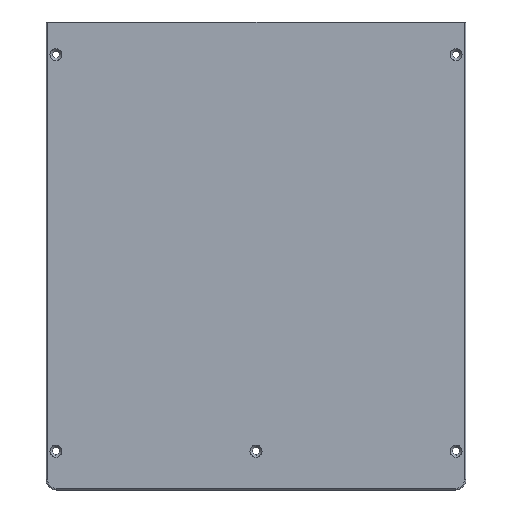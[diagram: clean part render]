
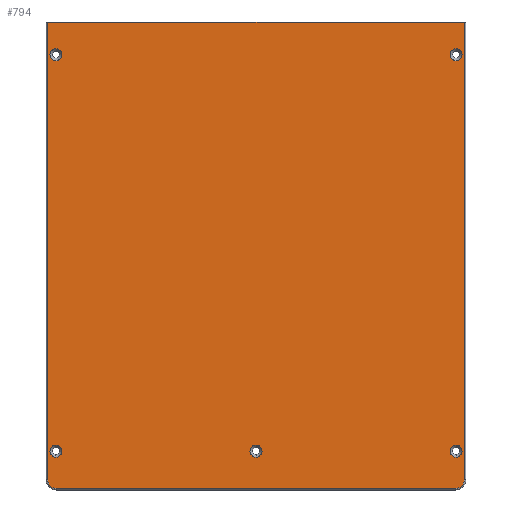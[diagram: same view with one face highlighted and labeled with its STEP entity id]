
A CAD part, front view. The second image highlights one B-rep face of the part: STEP entity #794.
In plain terms, the highlighted planar face has unit normal (0, -1, 0).
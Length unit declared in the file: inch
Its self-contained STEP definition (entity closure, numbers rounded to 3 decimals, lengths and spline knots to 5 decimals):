
#9 = EDGE_LOOP ( 'NONE', ( #248, #250 ) ) ;
#10 = DIRECTION ( 'NONE',  ( 0., -1., 0. ) ) ;
#11 = CARTESIAN_POINT ( 'NONE',  ( -7.725, -3.075, -8.68806 ) ) ;
#18 = DIRECTION ( 'NONE',  ( 0., 0., -1. ) ) ;
#32 = DIRECTION ( 'NONE',  ( 0., 0., -1. ) ) ;
#60 = CARTESIAN_POINT ( 'NONE',  ( -2.75, -3.075, -18.54613 ) ) ;
#69 = DIRECTION ( 'NONE',  ( 0., -1., 0. ) ) ;
#72 = CARTESIAN_POINT ( 'NONE',  ( 2.22, -3.075, -19.47453 ) ) ;
#81 = DIRECTION ( 'NONE',  ( 0., 0., -1. ) ) ;
#84 = VERTEX_POINT ( 'NONE', #260 ) ;
#132 = DIRECTION ( 'NONE',  ( 0., 0., -1. ) ) ;
#150 = CARTESIAN_POINT ( 'NONE',  ( 2.22, -3.075, -19.47453 ) ) ;
#153 = CARTESIAN_POINT ( 'NONE',  ( 2.225, -3.075, -8.83806 ) ) ;
#173 = CARTESIAN_POINT ( 'NONE',  ( -31.2042, -3.075, 2.062 ) ) ;
#176 = CARTESIAN_POINT ( 'NONE',  ( 2.225, -3.075, -18.39613 ) ) ;
#181 = CARTESIAN_POINT ( 'NONE',  ( 2.225, -3.075, -18.54613 ) ) ;
#185 = CARTESIAN_POINT ( 'NONE',  ( 2.225, -3.075, -8.53806 ) ) ;
#200 = CARTESIAN_POINT ( 'NONE',  ( 2.43, -3.075, -7.875 ) ) ;
#212 = EDGE_LOOP ( 'NONE', ( #259, #346 ) ) ;
#214 = CARTESIAN_POINT ( 'NONE',  ( -31.2042, -3.075, -7.875 ) ) ;
#231 = CARTESIAN_POINT ( 'NONE',  ( 2.225, -3.075, -18.69613 ) ) ;
#240 = ORIENTED_EDGE ( 'NONE', *, *, #1767, .T. ) ;
#244 = ORIENTED_EDGE ( 'NONE', *, *, #1838, .F. ) ;
#247 = ORIENTED_EDGE ( 'NONE', *, *, #1834, .F. ) ;
#248 = ORIENTED_EDGE ( 'NONE', *, *, #1839, .F. ) ;
#250 = ORIENTED_EDGE ( 'NONE', *, *, #1705, .F. ) ;
#255 = DIRECTION ( 'NONE',  ( 0., -1., 0. ) ) ;
#256 = VERTEX_POINT ( 'NONE', #176 ) ;
#259 = ORIENTED_EDGE ( 'NONE', *, *, #1841, .F. ) ;
#260 = CARTESIAN_POINT ( 'NONE',  ( -7.725, -3.075, -18.39613 ) ) ;
#263 = ORIENTED_EDGE ( 'NONE', *, *, #1876, .T. ) ;
#266 = ORIENTED_EDGE ( 'NONE', *, *, #1883, .T. ) ;
#267 = ORIENTED_EDGE ( 'NONE', *, *, #1868, .T. ) ;
#270 = ORIENTED_EDGE ( 'NONE', *, *, #1878, .T. ) ;
#272 = ORIENTED_EDGE ( 'NONE', *, *, #1874, .T. ) ;
#273 = VERTEX_POINT ( 'NONE', #185 ) ;
#285 = ORIENTED_EDGE ( 'NONE', *, *, #1818, .F. ) ;
#290 = ORIENTED_EDGE ( 'NONE', *, *, #1830, .F. ) ;
#294 = CARTESIAN_POINT ( 'NONE',  ( 2.225, -3.075, -18.54613 ) ) ;
#308 = EDGE_LOOP ( 'NONE', ( #290, #244 ) ) ;
#321 = DIRECTION ( 'NONE',  ( 0., -1., 0. ) ) ;
#322 = DIRECTION ( 'NONE',  ( 0., 0., -1. ) ) ;
#346 = ORIENTED_EDGE ( 'NONE', *, *, #1772, .F. ) ;
#361 = EDGE_LOOP ( 'NONE', ( #267, #240, #272, #263, #270, #266 ) ) ;
#389 = EDGE_LOOP ( 'NONE', ( #247, #285 ) ) ;
#419 = VERTEX_POINT ( 'NONE', #752 ) ;
#439 = VERTEX_POINT ( 'NONE', #738 ) ;
#464 = VERTEX_POINT ( 'NONE', #749 ) ;
#487 = CARTESIAN_POINT ( 'NONE',  ( -7.72, -3.075, -19.47453 ) ) ;
#538 = VERTEX_POINT ( 'NONE', #663 ) ;
#543 = DIRECTION ( 'NONE',  ( 0., 0., -1. ) ) ;
#551 = CARTESIAN_POINT ( 'NONE',  ( -2.75, -3.075, -18.39613 ) ) ;
#556 = VERTEX_POINT ( 'NONE', #200 ) ;
#576 = DIRECTION ( 'NONE',  ( 0., 0., -1. ) ) ;
#647 = VERTEX_POINT ( 'NONE', #231 ) ;
#663 = CARTESIAN_POINT ( 'NONE',  ( 2.43, -3.075, -19.26453 ) ) ;
#698 = VERTEX_POINT ( 'NONE', #700 ) ;
#700 = CARTESIAN_POINT ( 'NONE',  ( -7.93, -3.075, -19.26453 ) ) ;
#701 = CIRCLE ( 'NONE', #1106, 0.15 ) ;
#704 = CIRCLE ( 'NONE', #1100, 0.15 ) ;
#728 = VERTEX_POINT ( 'NONE', #150 ) ;
#730 = VERTEX_POINT ( 'NONE', #153 ) ;
#731 = VERTEX_POINT ( 'NONE', #1342 ) ;
#738 = CARTESIAN_POINT ( 'NONE',  ( -2.75, -3.075, -18.69613 ) ) ;
#749 = CARTESIAN_POINT ( 'NONE',  ( -7.725, -3.075, -8.83806 ) ) ;
#752 = CARTESIAN_POINT ( 'NONE',  ( -7.93, -3.075, -7.875 ) ) ;
#794 = ADVANCED_FACE ( 'NONE', ( #1335, #837, #1351, #1349, #1347, #832 ), #1346, .T. ) ;
#806 = DIRECTION ( 'NONE',  ( 0., -1., 0. ) ) ;
#814 = DIRECTION ( 'NONE',  ( 1., 0., 0. ) ) ;
#832 = FACE_OUTER_BOUND ( 'NONE', #361, .T. ) ;
#837 = FACE_BOUND ( 'NONE', #389, .T. ) ;
#868 = ORIENTED_EDGE ( 'NONE', *, *, #1736, .F. ) ;
#873 = ORIENTED_EDGE ( 'NONE', *, *, #1835, .F. ) ;
#883 = VERTEX_POINT ( 'NONE', #1073 ) ;
#889 = VERTEX_POINT ( 'NONE', #487 ) ;
#900 = LINE ( 'NONE', #214, #1512 ) ;
#924 = DIRECTION ( 'NONE',  ( -1., 0., 0. ) ) ;
#958 = DIRECTION ( 'NONE',  ( 0., 0., 1. ) ) ;
#1073 = CARTESIAN_POINT ( 'NONE',  ( -7.725, -3.075, -18.69613 ) ) ;
#1074 = AXIS2_PLACEMENT_3D ( 'NONE', #1444, #1560, #1336 ) ;
#1076 = AXIS2_PLACEMENT_3D ( 'NONE', #1585, #1576, #81 ) ;
#1089 = AXIS2_PLACEMENT_3D ( 'NONE', #2024, #2026, #2029 ) ;
#1090 = AXIS2_PLACEMENT_3D ( 'NONE', #181, #2042, #2045 ) ;
#1091 = AXIS2_PLACEMENT_3D ( 'NONE', #60, #69, #32 ) ;
#1095 = AXIS2_PLACEMENT_3D ( 'NONE', #2075, #2074, #2080 ) ;
#1097 = AXIS2_PLACEMENT_3D ( 'NONE', #11, #10, #18 ) ;
#1100 = AXIS2_PLACEMENT_3D ( 'NONE', #1766, #1462, #1564 ) ;
#1106 = AXIS2_PLACEMENT_3D ( 'NONE', #1983, #1988, #1996 ) ;
#1136 = AXIS2_PLACEMENT_3D ( 'NONE', #1419, #1420, #1402 ) ;
#1158 = AXIS2_PLACEMENT_3D ( 'NONE', #1506, #806, #576 ) ;
#1163 = VERTEX_POINT ( 'NONE', #551 ) ;
#1172 = AXIS2_PLACEMENT_3D ( 'NONE', #294, #321, #322 ) ;
#1229 = EDGE_LOOP ( 'NONE', ( #873, #868 ) ) ;
#1319 = AXIS2_PLACEMENT_3D ( 'NONE', #173, #255, #132 ) ;
#1335 = FACE_BOUND ( 'NONE', #308, .T. ) ;
#1336 = DIRECTION ( 'NONE',  ( 0., 0., -1. ) ) ;
#1342 = CARTESIAN_POINT ( 'NONE',  ( -7.725, -3.075, -8.53806 ) ) ;
#1346 = PLANE ( 'NONE',  #1319 ) ;
#1347 = FACE_BOUND ( 'NONE', #212, .T. ) ;
#1349 = FACE_BOUND ( 'NONE', #9, .T. ) ;
#1351 = FACE_BOUND ( 'NONE', #1229, .T. ) ;
#1402 = DIRECTION ( 'NONE',  ( 0., 0., -1. ) ) ;
#1419 = CARTESIAN_POINT ( 'NONE',  ( 2.225, -3.075, -8.68806 ) ) ;
#1420 = DIRECTION ( 'NONE',  ( 0., -1., 0. ) ) ;
#1444 = CARTESIAN_POINT ( 'NONE',  ( 2.22, -3.075, -19.26453 ) ) ;
#1445 = CIRCLE ( 'NONE', #1172, 0.15 ) ;
#1462 = DIRECTION ( 'NONE',  ( 0., -1., 0. ) ) ;
#1479 = CIRCLE ( 'NONE', #1158, 0.15 ) ;
#1506 = CARTESIAN_POINT ( 'NONE',  ( -7.725, -3.075, -18.54613 ) ) ;
#1512 = VECTOR ( 'NONE', #924, 39.37008 ) ;
#1513 = CIRCLE ( 'NONE', #1136, 0.15 ) ;
#1535 = CIRCLE ( 'NONE', #1097, 0.15 ) ;
#1537 = CIRCLE ( 'NONE', #1095, 0.15 ) ;
#1538 = CIRCLE ( 'NONE', #1091, 0.15 ) ;
#1540 = CIRCLE ( 'NONE', #1090, 0.15 ) ;
#1543 = CIRCLE ( 'NONE', #1089, 0.15 ) ;
#1560 = DIRECTION ( 'NONE',  ( 0., -1., 0. ) ) ;
#1564 = DIRECTION ( 'NONE',  ( 0., 0., -1. ) ) ;
#1576 = DIRECTION ( 'NONE',  ( 0., -1., 0. ) ) ;
#1585 = CARTESIAN_POINT ( 'NONE',  ( -7.72, -3.075, -19.26453 ) ) ;
#1617 = VECTOR ( 'NONE', #814, 39.37008 ) ;
#1618 = VECTOR ( 'NONE', #543, 39.37008 ) ;
#1619 = LINE ( 'NONE', #1762, #1618 ) ;
#1667 = VECTOR ( 'NONE', #958, 39.37008 ) ;
#1705 = EDGE_CURVE ( 'NONE', #256, #647, #1445, .T. ) ;
#1732 = CIRCLE ( 'NONE', #1076, 0.21 ) ;
#1736 = EDGE_CURVE ( 'NONE', #84, #883, #1479, .T. ) ;
#1751 = CARTESIAN_POINT ( 'NONE',  ( 2.43, -3.075, 2.062 ) ) ;
#1762 = CARTESIAN_POINT ( 'NONE',  ( -7.93, -3.075, -19.26453 ) ) ;
#1766 = CARTESIAN_POINT ( 'NONE',  ( -2.75, -3.075, -18.54613 ) ) ;
#1767 = EDGE_CURVE ( 'NONE', #556, #419, #900, .T. ) ;
#1770 = CIRCLE ( 'NONE', #1074, 0.21 ) ;
#1772 = EDGE_CURVE ( 'NONE', #273, #730, #1513, .T. ) ;
#1818 = EDGE_CURVE ( 'NONE', #731, #464, #701, .T. ) ;
#1830 = EDGE_CURVE ( 'NONE', #439, #1163, #704, .T. ) ;
#1834 = EDGE_CURVE ( 'NONE', #464, #731, #1535, .T. ) ;
#1835 = EDGE_CURVE ( 'NONE', #883, #84, #1537, .T. ) ;
#1838 = EDGE_CURVE ( 'NONE', #1163, #439, #1538, .T. ) ;
#1839 = EDGE_CURVE ( 'NONE', #647, #256, #1540, .T. ) ;
#1841 = EDGE_CURVE ( 'NONE', #730, #273, #1543, .T. ) ;
#1868 = EDGE_CURVE ( 'NONE', #538, #556, #1937, .T. ) ;
#1874 = EDGE_CURVE ( 'NONE', #419, #698, #1619, .T. ) ;
#1876 = EDGE_CURVE ( 'NONE', #698, #889, #1732, .T. ) ;
#1878 = EDGE_CURVE ( 'NONE', #889, #728, #2032, .T. ) ;
#1883 = EDGE_CURVE ( 'NONE', #728, #538, #1770, .T. ) ;
#1937 = LINE ( 'NONE', #1751, #1667 ) ;
#1983 = CARTESIAN_POINT ( 'NONE',  ( -7.725, -3.075, -8.68806 ) ) ;
#1988 = DIRECTION ( 'NONE',  ( 0., -1., 0. ) ) ;
#1996 = DIRECTION ( 'NONE',  ( 0., 0., -1. ) ) ;
#2024 = CARTESIAN_POINT ( 'NONE',  ( 2.225, -3.075, -8.68806 ) ) ;
#2026 = DIRECTION ( 'NONE',  ( 0., -1., 0. ) ) ;
#2029 = DIRECTION ( 'NONE',  ( 0., 0., -1. ) ) ;
#2032 = LINE ( 'NONE', #72, #1617 ) ;
#2042 = DIRECTION ( 'NONE',  ( 0., -1., 0. ) ) ;
#2045 = DIRECTION ( 'NONE',  ( 0., 0., -1. ) ) ;
#2074 = DIRECTION ( 'NONE',  ( 0., -1., 0. ) ) ;
#2075 = CARTESIAN_POINT ( 'NONE',  ( -7.725, -3.075, -18.54613 ) ) ;
#2080 = DIRECTION ( 'NONE',  ( 0., 0., -1. ) ) ;
